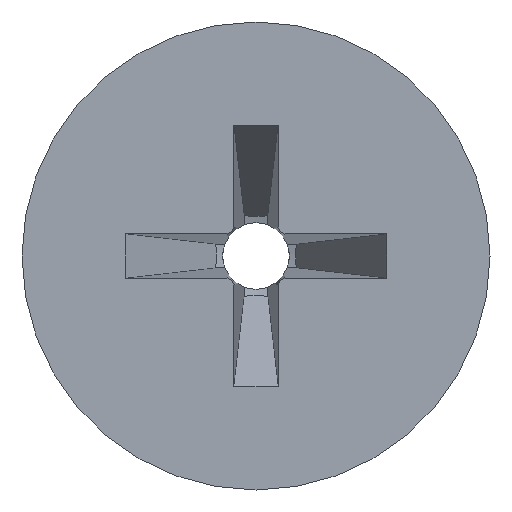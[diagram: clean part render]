
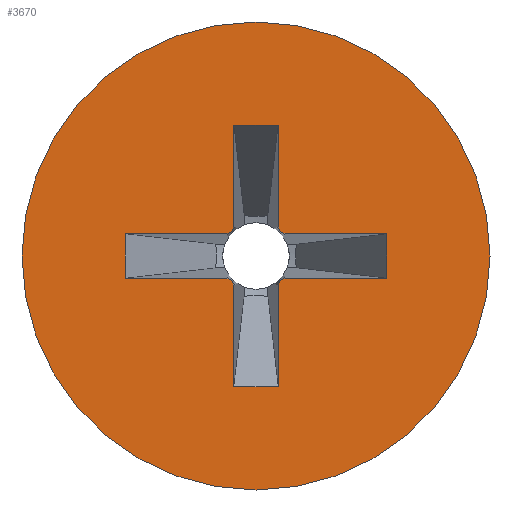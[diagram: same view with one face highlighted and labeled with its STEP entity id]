
A CAD part, left-side view. The second image highlights one B-rep face of the part: STEP entity #3670.
In plain terms, the highlighted planar face has unit normal (-1, 0, 0).
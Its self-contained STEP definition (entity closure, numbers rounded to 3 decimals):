
#115=CARTESIAN_POINT('',(0.,0.,0.));
#116=DIRECTION('',(-1.,0.,0.));
#117=DIRECTION('',(0.,1.,0.));
#118=AXIS2_PLACEMENT_3D('',#115,#116,#117);
#120=CARTESIAN_POINT('',(0.,0.,0.));
#121=DIRECTION('',(1.,0.,0.));
#122=DIRECTION('',(0.,1.,0.));
#123=AXIS2_PLACEMENT_3D('',#120,#121,#122);
#125=DIRECTION('',(0.,0.423,-0.906));
#126=VECTOR('',#125,0.102);
#127=CARTESIAN_POINT('',(0.,-0.486,-0.486));
#128=LINE('',#127,#126);
#129=DIRECTION('',(0.,0.906,-0.423));
#130=VECTOR('',#129,0.102);
#131=CARTESIAN_POINT('',(0.,-0.578,-0.443));
#132=LINE('',#131,#130);
#133=DIRECTION('',(0.,1.,0.));
#134=VECTOR('',#133,2.022);
#135=CARTESIAN_POINT('',(0.,-2.6,-0.443));
#136=LINE('',#135,#134);
#137=DIRECTION('',(0.,0.,-1.));
#138=VECTOR('',#137,0.885);
#139=CARTESIAN_POINT('',(0.,-2.6,0.443));
#140=LINE('',#139,#138);
#141=DIRECTION('',(0.,1.,0.));
#142=VECTOR('',#141,2.022);
#143=CARTESIAN_POINT('',(0.,-2.6,0.443));
#144=LINE('',#143,#142);
#145=DIRECTION('',(0.,0.906,0.423));
#146=VECTOR('',#145,0.102);
#147=CARTESIAN_POINT('',(0.,-0.578,0.443));
#148=LINE('',#147,#146);
#149=DIRECTION('',(0.,-0.423,-0.906));
#150=VECTOR('',#149,0.102);
#151=CARTESIAN_POINT('',(0.,-0.443,0.578));
#152=LINE('',#151,#150);
#153=DIRECTION('',(0.,0.,-1.));
#154=VECTOR('',#153,2.022);
#155=CARTESIAN_POINT('',(0.,-0.443,2.6));
#156=LINE('',#155,#154);
#157=DIRECTION('',(0.,1.,0.));
#158=VECTOR('',#157,0.885);
#159=CARTESIAN_POINT('',(0.,-0.443,2.6));
#160=LINE('',#159,#158);
#161=DIRECTION('',(0.,0.,-1.));
#162=VECTOR('',#161,2.022);
#163=CARTESIAN_POINT('',(0.,0.443,2.6));
#164=LINE('',#163,#162);
#165=DIRECTION('',(0.,0.423,-0.906));
#166=VECTOR('',#165,0.102);
#167=CARTESIAN_POINT('',(0.,0.443,0.578));
#168=LINE('',#167,#166);
#169=DIRECTION('',(0.,0.906,-0.423));
#170=VECTOR('',#169,0.102);
#171=CARTESIAN_POINT('',(0.,0.486,0.486));
#172=LINE('',#171,#170);
#173=DIRECTION('',(0.,1.,0.));
#174=VECTOR('',#173,2.022);
#175=CARTESIAN_POINT('',(0.,0.578,0.443));
#176=LINE('',#175,#174);
#177=DIRECTION('',(0.,0.,-1.));
#178=VECTOR('',#177,0.885);
#179=CARTESIAN_POINT('',(0.,2.6,0.443));
#180=LINE('',#179,#178);
#181=DIRECTION('',(0.,1.,0.));
#182=VECTOR('',#181,2.022);
#183=CARTESIAN_POINT('',(0.,0.578,-0.443));
#184=LINE('',#183,#182);
#185=DIRECTION('',(0.,0.906,0.423));
#186=VECTOR('',#185,0.102);
#187=CARTESIAN_POINT('',(0.,0.486,-0.486));
#188=LINE('',#187,#186);
#189=DIRECTION('',(0.,-0.423,-0.906));
#190=VECTOR('',#189,0.102);
#191=CARTESIAN_POINT('',(0.,0.486,-0.486));
#192=LINE('',#191,#190);
#193=DIRECTION('',(0.,0.,-1.));
#194=VECTOR('',#193,2.022);
#195=CARTESIAN_POINT('',(0.,0.443,-0.578));
#196=LINE('',#195,#194);
#197=DIRECTION('',(0.,1.,0.));
#198=VECTOR('',#197,0.885);
#199=CARTESIAN_POINT('',(0.,-0.443,-2.6));
#200=LINE('',#199,#198);
#201=DIRECTION('',(0.,0.,-1.));
#202=VECTOR('',#201,2.022);
#203=CARTESIAN_POINT('',(0.,-0.443,-0.578));
#204=LINE('',#203,#202);
#3492=CARTESIAN_POINT('',(0.,4.65,0.));
#3494=VERTEX_POINT('',#3492);
#3496=CARTESIAN_POINT('',(0.,-4.65,0.));
#3498=VERTEX_POINT('',#3496);
#3545=CARTESIAN_POINT('',(0.,-0.486,-0.486));
#3546=CARTESIAN_POINT('',(0.,-0.443,-0.578));
#3547=VERTEX_POINT('',#3545);
#3548=VERTEX_POINT('',#3546);
#3549=CARTESIAN_POINT('',(0.,-0.578,-0.443));
#3550=VERTEX_POINT('',#3549);
#3551=CARTESIAN_POINT('',(0.,-2.6,-0.443));
#3552=VERTEX_POINT('',#3551);
#3553=CARTESIAN_POINT('',(0.,-2.6,0.443));
#3554=VERTEX_POINT('',#3553);
#3555=CARTESIAN_POINT('',(0.,-0.578,0.443));
#3556=VERTEX_POINT('',#3555);
#3557=CARTESIAN_POINT('',(0.,-0.486,0.486));
#3558=VERTEX_POINT('',#3557);
#3559=CARTESIAN_POINT('',(0.,-0.443,0.578));
#3560=VERTEX_POINT('',#3559);
#3561=CARTESIAN_POINT('',(0.,-0.443,2.6));
#3562=VERTEX_POINT('',#3561);
#3563=CARTESIAN_POINT('',(0.,0.443,2.6));
#3564=VERTEX_POINT('',#3563);
#3565=CARTESIAN_POINT('',(0.,0.443,0.578));
#3566=VERTEX_POINT('',#3565);
#3567=CARTESIAN_POINT('',(0.,0.486,0.486));
#3568=VERTEX_POINT('',#3567);
#3569=CARTESIAN_POINT('',(0.,0.578,0.443));
#3570=VERTEX_POINT('',#3569);
#3571=CARTESIAN_POINT('',(0.,2.6,0.443));
#3572=VERTEX_POINT('',#3571);
#3573=CARTESIAN_POINT('',(0.,2.6,-0.443));
#3574=VERTEX_POINT('',#3573);
#3575=CARTESIAN_POINT('',(0.,0.578,-0.443));
#3576=VERTEX_POINT('',#3575);
#3577=CARTESIAN_POINT('',(0.,0.486,-0.486));
#3578=VERTEX_POINT('',#3577);
#3579=CARTESIAN_POINT('',(0.,0.443,-0.578));
#3580=VERTEX_POINT('',#3579);
#3581=CARTESIAN_POINT('',(0.,0.443,-2.6));
#3582=VERTEX_POINT('',#3581);
#3583=CARTESIAN_POINT('',(0.,-0.443,-2.6));
#3584=VERTEX_POINT('',#3583);
#3617=CARTESIAN_POINT('',(0.,0.,0.));
#3618=DIRECTION('',(1.,0.,0.));
#3619=DIRECTION('',(0.,-1.,0.));
#3620=AXIS2_PLACEMENT_3D('',#3617,#3618,#3619);
#3621=PLANE('',#3620);
#3623=ORIENTED_EDGE('',*,*,#3622,.F.);
#3625=ORIENTED_EDGE('',*,*,#3624,.T.);
#3626=EDGE_LOOP('',(#3623,#3625));
#3627=FACE_OUTER_BOUND('',#3626,.F.);
#3629=ORIENTED_EDGE('',*,*,#3628,.F.);
#3631=ORIENTED_EDGE('',*,*,#3630,.F.);
#3633=ORIENTED_EDGE('',*,*,#3632,.F.);
#3635=ORIENTED_EDGE('',*,*,#3634,.F.);
#3637=ORIENTED_EDGE('',*,*,#3636,.T.);
#3639=ORIENTED_EDGE('',*,*,#3638,.T.);
#3641=ORIENTED_EDGE('',*,*,#3640,.F.);
#3643=ORIENTED_EDGE('',*,*,#3642,.F.);
#3645=ORIENTED_EDGE('',*,*,#3644,.T.);
#3647=ORIENTED_EDGE('',*,*,#3646,.T.);
#3649=ORIENTED_EDGE('',*,*,#3648,.T.);
#3651=ORIENTED_EDGE('',*,*,#3650,.T.);
#3653=ORIENTED_EDGE('',*,*,#3652,.T.);
#3655=ORIENTED_EDGE('',*,*,#3654,.T.);
#3657=ORIENTED_EDGE('',*,*,#3656,.F.);
#3659=ORIENTED_EDGE('',*,*,#3658,.F.);
#3661=ORIENTED_EDGE('',*,*,#3660,.T.);
#3663=ORIENTED_EDGE('',*,*,#3662,.T.);
#3665=ORIENTED_EDGE('',*,*,#3664,.F.);
#3667=ORIENTED_EDGE('',*,*,#3666,.F.);
#3668=EDGE_LOOP('',(#3629,#3631,#3633,#3635,#3637,#3639,#3641,#3643,#3645,#3647,
#3649,#3651,#3653,#3655,#3657,#3659,#3661,#3663,#3665,#3667));
#3669=FACE_BOUND('',#3668,.F.);
#119=CIRCLE('',#118,4.65);
#124=CIRCLE('',#123,4.65);
#3622=EDGE_CURVE('',#3494,#3498,#119,.T.);
#3624=EDGE_CURVE('',#3494,#3498,#124,.T.);
#3628=EDGE_CURVE('',#3547,#3548,#128,.T.);
#3630=EDGE_CURVE('',#3550,#3547,#132,.T.);
#3632=EDGE_CURVE('',#3552,#3550,#136,.T.);
#3634=EDGE_CURVE('',#3554,#3552,#140,.T.);
#3636=EDGE_CURVE('',#3554,#3556,#144,.T.);
#3638=EDGE_CURVE('',#3556,#3558,#148,.T.);
#3640=EDGE_CURVE('',#3560,#3558,#152,.T.);
#3642=EDGE_CURVE('',#3562,#3560,#156,.T.);
#3644=EDGE_CURVE('',#3562,#3564,#160,.T.);
#3646=EDGE_CURVE('',#3564,#3566,#164,.T.);
#3648=EDGE_CURVE('',#3566,#3568,#168,.T.);
#3650=EDGE_CURVE('',#3568,#3570,#172,.T.);
#3652=EDGE_CURVE('',#3570,#3572,#176,.T.);
#3654=EDGE_CURVE('',#3572,#3574,#180,.T.);
#3656=EDGE_CURVE('',#3576,#3574,#184,.T.);
#3658=EDGE_CURVE('',#3578,#3576,#188,.T.);
#3660=EDGE_CURVE('',#3578,#3580,#192,.T.);
#3662=EDGE_CURVE('',#3580,#3582,#196,.T.);
#3664=EDGE_CURVE('',#3584,#3582,#200,.T.);
#3666=EDGE_CURVE('',#3548,#3584,#204,.T.);
#3670=ADVANCED_FACE('',(#3627,#3669),#3621,.F.);
